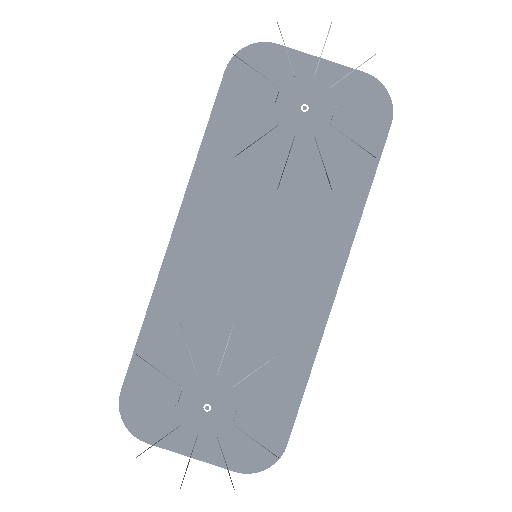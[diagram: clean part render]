
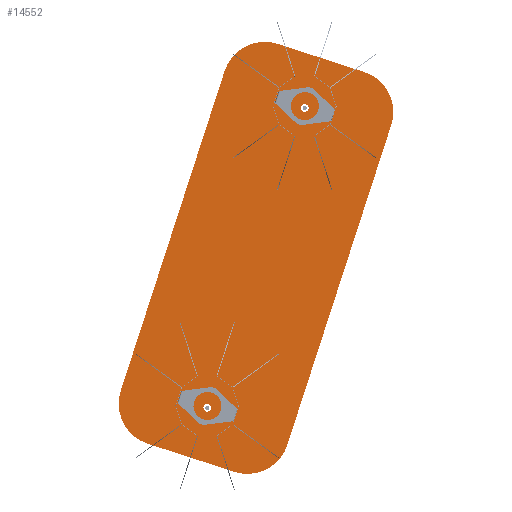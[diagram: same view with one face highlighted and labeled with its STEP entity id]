
A CAD part, front view. The second image highlights one B-rep face of the part: STEP entity #14552.
In plain terms, the highlighted face is planar.
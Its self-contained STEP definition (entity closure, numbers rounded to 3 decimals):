
#19 = ORIENTED_EDGE ( 'NONE', *, *, #3323, .F. ) ;
#279 = VERTEX_POINT ( 'NONE', #17092 ) ;
#814 = DIRECTION ( 'NONE',  ( 1., 0., 0. ) ) ;
#1207 = AXIS2_PLACEMENT_3D ( 'NONE', #15200, #7442, #11520 ) ;
#1342 = CARTESIAN_POINT ( 'NONE',  ( -60., 190., -0.5 ) ) ;
#1612 = CARTESIAN_POINT ( 'NONE',  ( -60., 250., -0.5 ) ) ;
#1718 = CARTESIAN_POINT ( 'NONE',  ( -75., 125., -0.5 ) ) ;
#1776 = DIRECTION ( 'NONE',  ( 0., 0., 1. ) ) ;
#1921 = VERTEX_POINT ( 'NONE', #16927 ) ;
#1989 = ORIENTED_EDGE ( 'NONE', *, *, #19838, .T. ) ;
#2278 = CARTESIAN_POINT ( 'NONE',  ( -540., 190., -0.5 ) ) ;
#2549 = AXIS2_PLACEMENT_3D ( 'NONE', #2278, #1776, #14767 ) ;
#2762 = ORIENTED_EDGE ( 'NONE', *, *, #17512, .T. ) ;
#2884 = VECTOR ( 'NONE', #8956, 1000. ) ;
#3038 = CARTESIAN_POINT ( 'NONE',  ( 0., 60., -0.5 ) ) ;
#3071 = EDGE_CURVE ( 'NONE', #12923, #21130, #3170, .T. ) ;
#3170 = LINE ( 'NONE', #3038, #2884 ) ;
#3254 = EDGE_CURVE ( 'NONE', #23075, #6050, #8113, .T. ) ;
#3323 = EDGE_CURVE ( 'NONE', #12356, #12923, #25135, .T. ) ;
#3581 = VERTEX_POINT ( 'NONE', #14775 ) ;
#3782 = CARTESIAN_POINT ( 'NONE',  ( -600., 190., -0.5 ) ) ;
#3895 = CARTESIAN_POINT ( 'NONE',  ( -75., 125., -0.5 ) ) ;
#4059 = DIRECTION ( 'NONE',  ( 1., 0., 0. ) ) ;
#4162 = LINE ( 'NONE', #3782, #4404 ) ;
#4255 = PLANE ( 'NONE',  #8982 ) ;
#4292 = ORIENTED_EDGE ( 'NONE', *, *, #24559, .F. ) ;
#4351 = CARTESIAN_POINT ( 'NONE',  ( -540., 250., -0.5 ) ) ;
#4404 = VECTOR ( 'NONE', #13784, 1000. ) ;
#4537 = EDGE_CURVE ( 'NONE', #19864, #11598, #4606, .T. ) ;
#4606 = CIRCLE ( 'NONE', #12147, 5.5 ) ;
#4943 = EDGE_LOOP ( 'NONE', ( #7060, #1989 ) ) ;
#5616 = DIRECTION ( 'NONE',  ( 0., 0., 1. ) ) ;
#6050 = VERTEX_POINT ( 'NONE', #4351 ) ;
#6222 = FACE_BOUND ( 'NONE', #18860, .T. ) ;
#6340 = VERTEX_POINT ( 'NONE', #11930 ) ;
#6472 = AXIS2_PLACEMENT_3D ( 'NONE', #1342, #18950, #814 ) ;
#6618 = FACE_BOUND ( 'NONE', #4943, .T. ) ;
#6871 = ORIENTED_EDGE ( 'NONE', *, *, #24324, .F. ) ;
#7060 = ORIENTED_EDGE ( 'NONE', *, *, #14787, .T. ) ;
#7403 = AXIS2_PLACEMENT_3D ( 'NONE', #11129, #21102, #9427 ) ;
#7442 = DIRECTION ( 'NONE',  ( 0., 0., 1. ) ) ;
#7555 = AXIS2_PLACEMENT_3D ( 'NONE', #25797, #7807, #18297 ) ;
#7807 = DIRECTION ( 'NONE',  ( 0., 0., 1. ) ) ;
#8113 = LINE ( 'NONE', #16137, #20922 ) ;
#8956 = DIRECTION ( 'NONE',  ( 0., 1., 0. ) ) ;
#8982 = AXIS2_PLACEMENT_3D ( 'NONE', #16729, #18581, #10569 ) ;
#9417 = AXIS2_PLACEMENT_3D ( 'NONE', #19753, #25532, #25906 ) ;
#9427 = DIRECTION ( 'NONE',  ( 1., 0., 0. ) ) ;
#9735 = DIRECTION ( 'NONE',  ( 1., 0., 0. ) ) ;
#9877 = CIRCLE ( 'NONE', #22866, 5.5 ) ;
#9980 = CARTESIAN_POINT ( 'NONE',  ( -540., 0., -0.5 ) ) ;
#10451 = ORIENTED_EDGE ( 'NONE', *, *, #17937, .F. ) ;
#10559 = VERTEX_POINT ( 'NONE', #25319 ) ;
#10569 = DIRECTION ( 'NONE',  ( 0.707, -0.707, 0. ) ) ;
#10770 = ORIENTED_EDGE ( 'NONE', *, *, #3254, .F. ) ;
#11129 = CARTESIAN_POINT ( 'NONE',  ( -525., 125., -0.5 ) ) ;
#11520 = DIRECTION ( 'NONE',  ( 1., 0., 0. ) ) ;
#11598 = VERTEX_POINT ( 'NONE', #21007 ) ;
#11681 = ORIENTED_EDGE ( 'NONE', *, *, #22408, .F. ) ;
#11792 = CIRCLE ( 'NONE', #2549, 60. ) ;
#11930 = CARTESIAN_POINT ( 'NONE',  ( -519.5, 125., -0.5 ) ) ;
#12147 = AXIS2_PLACEMENT_3D ( 'NONE', #3895, #5616, #19292 ) ;
#12356 = VERTEX_POINT ( 'NONE', #18530 ) ;
#12658 = ORIENTED_EDGE ( 'NONE', *, *, #15956, .F. ) ;
#12923 = VERTEX_POINT ( 'NONE', #24925 ) ;
#13100 = CARTESIAN_POINT ( 'NONE',  ( -80.5, 125., -0.5 ) ) ;
#13183 = CIRCLE ( 'NONE', #9417, 5.5 ) ;
#13203 = CIRCLE ( 'NONE', #6472, 60. ) ;
#13784 = DIRECTION ( 'NONE',  ( 0., -1., 0. ) ) ;
#14133 = ORIENTED_EDGE ( 'NONE', *, *, #3071, .F. ) ;
#14552 = ADVANCED_FACE ( 'NONE', ( #6222, #6618, #22240 ), #4255, .F. ) ;
#14691 = CIRCLE ( 'NONE', #7555, 60. ) ;
#14767 = DIRECTION ( 'NONE',  ( 1., 0., 0. ) ) ;
#14775 = CARTESIAN_POINT ( 'NONE',  ( -540., 0., -0.5 ) ) ;
#14787 = EDGE_CURVE ( 'NONE', #6340, #1921, #13183, .T. ) ;
#15200 = CARTESIAN_POINT ( 'NONE',  ( -60., 60., -0.5 ) ) ;
#15956 = EDGE_CURVE ( 'NONE', #21130, #23075, #13203, .T. ) ;
#16137 = CARTESIAN_POINT ( 'NONE',  ( -60., 250., -0.5 ) ) ;
#16729 = CARTESIAN_POINT ( 'NONE',  ( -60., 190., -0.5 ) ) ;
#16927 = CARTESIAN_POINT ( 'NONE',  ( -530.5, 125., -0.5 ) ) ;
#17092 = CARTESIAN_POINT ( 'NONE',  ( -600., 60., -0.5 ) ) ;
#17405 = CARTESIAN_POINT ( 'NONE',  ( 0., 190., -0.5 ) ) ;
#17488 = DIRECTION ( 'NONE',  ( 0., 0., 1. ) ) ;
#17512 = EDGE_CURVE ( 'NONE', #11598, #19864, #9877, .T. ) ;
#17937 = EDGE_CURVE ( 'NONE', #10559, #279, #4162, .T. ) ;
#18249 = LINE ( 'NONE', #9980, #24792 ) ;
#18297 = DIRECTION ( 'NONE',  ( 1., 0., 0. ) ) ;
#18530 = CARTESIAN_POINT ( 'NONE',  ( -60., 0., -0.5 ) ) ;
#18581 = DIRECTION ( 'NONE',  ( 0., 0., 1. ) ) ;
#18860 = EDGE_LOOP ( 'NONE', ( #2762, #23857 ) ) ;
#18950 = DIRECTION ( 'NONE',  ( 0., 0., 1. ) ) ;
#19292 = DIRECTION ( 'NONE',  ( 1., 0., 0. ) ) ;
#19753 = CARTESIAN_POINT ( 'NONE',  ( -525., 125., -0.5 ) ) ;
#19838 = EDGE_CURVE ( 'NONE', #1921, #6340, #24167, .T. ) ;
#19864 = VERTEX_POINT ( 'NONE', #13100 ) ;
#20922 = VECTOR ( 'NONE', #24130, 1000. ) ;
#21007 = CARTESIAN_POINT ( 'NONE',  ( -69.5, 125., -0.5 ) ) ;
#21102 = DIRECTION ( 'NONE',  ( 0., 0., 1. ) ) ;
#21130 = VERTEX_POINT ( 'NONE', #17405 ) ;
#22240 = FACE_OUTER_BOUND ( 'NONE', #22928, .T. ) ;
#22408 = EDGE_CURVE ( 'NONE', #279, #3581, #14691, .T. ) ;
#22866 = AXIS2_PLACEMENT_3D ( 'NONE', #1718, #17488, #9735 ) ;
#22928 = EDGE_LOOP ( 'NONE', ( #12658, #14133, #19, #4292, #11681, #10451, #6871, #10770 ) ) ;
#23075 = VERTEX_POINT ( 'NONE', #1612 ) ;
#23857 = ORIENTED_EDGE ( 'NONE', *, *, #4537, .T. ) ;
#24130 = DIRECTION ( 'NONE',  ( -1., 0., 0. ) ) ;
#24167 = CIRCLE ( 'NONE', #7403, 5.5 ) ;
#24324 = EDGE_CURVE ( 'NONE', #6050, #10559, #11792, .T. ) ;
#24559 = EDGE_CURVE ( 'NONE', #3581, #12356, #18249, .T. ) ;
#24792 = VECTOR ( 'NONE', #4059, 1000. ) ;
#24925 = CARTESIAN_POINT ( 'NONE',  ( 0., 60., -0.5 ) ) ;
#25135 = CIRCLE ( 'NONE', #1207, 60. ) ;
#25319 = CARTESIAN_POINT ( 'NONE',  ( -600., 190., -0.5 ) ) ;
#25532 = DIRECTION ( 'NONE',  ( 0., 0., 1. ) ) ;
#25797 = CARTESIAN_POINT ( 'NONE',  ( -540., 60., -0.5 ) ) ;
#25906 = DIRECTION ( 'NONE',  ( 1., 0., 0. ) ) ;
